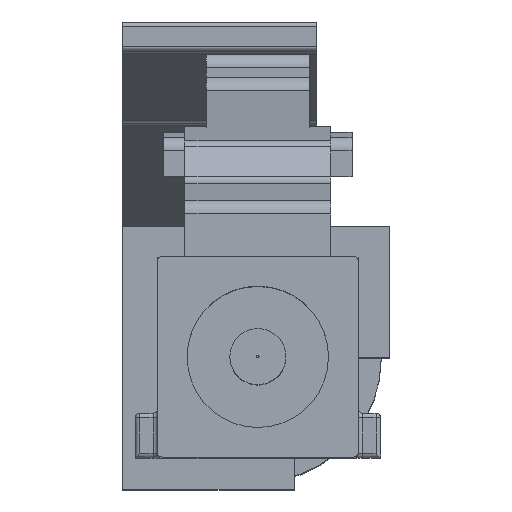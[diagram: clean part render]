
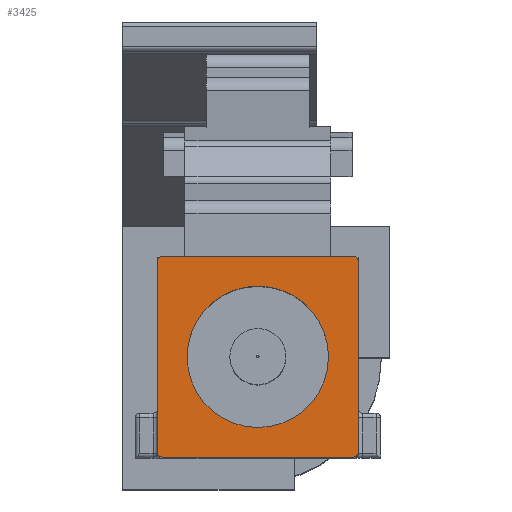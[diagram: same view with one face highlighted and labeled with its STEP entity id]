
A CAD part, top view. The second image highlights one B-rep face of the part: STEP entity #3425.
In plain terms, the highlighted planar face has unit normal (0, 0, 1).
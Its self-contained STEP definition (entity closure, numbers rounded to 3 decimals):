
#107=PLANE('',#3725);
#212=FACE_BOUND('',#495,.T.);
#283=FACE_OUTER_BOUND('',#494,.T.);
#494=EDGE_LOOP('',(#2704,#2705,#2706,#2707,#2708,#2709,#2710,#2711));
#495=EDGE_LOOP('',(#2712));
#759=LINE('',#5449,#1088);
#762=LINE('',#5455,#1091);
#772=LINE('',#5489,#1101);
#782=LINE('',#5519,#1111);
#1088=VECTOR('',#4287,4.27);
#1091=VECTOR('',#4292,4.27);
#1101=VECTOR('',#4328,4.27);
#1111=VECTOR('',#4354,4.27);
#1350=CIRCLE('',#3704,0.1);
#1354=CIRCLE('',#3710,0.1);
#1360=CIRCLE('',#3718,0.1);
#1362=CIRCLE('',#3721,0.1);
#1365=CIRCLE('',#3726,1.575);
#1584=VERTEX_POINT('',#5446);
#1585=VERTEX_POINT('',#5448);
#1586=VERTEX_POINT('',#5452);
#1587=VERTEX_POINT('',#5454);
#1597=VERTEX_POINT('',#5483);
#1598=VERTEX_POINT('',#5488);
#1605=VERTEX_POINT('',#5503);
#1610=VERTEX_POINT('',#5518);
#1618=VERTEX_POINT('',#5543);
#1973=EDGE_CURVE('',#1585,#1584,#759,.T.);
#1976=EDGE_CURVE('',#1587,#1586,#762,.T.);
#1991=EDGE_CURVE('',#1597,#1587,#1350,.T.);
#1994=EDGE_CURVE('',#1598,#1597,#772,.T.);
#2003=EDGE_CURVE('',#1605,#1598,#1354,.T.);
#2010=EDGE_CURVE('',#1610,#1605,#782,.T.);
#2018=EDGE_CURVE('',#1584,#1610,#1360,.T.);
#2020=EDGE_CURVE('',#1586,#1585,#1362,.T.);
#2023=EDGE_CURVE('',#1618,#1618,#1365,.T.);
#2704=ORIENTED_EDGE('',*,*,#1991,.T.);
#2705=ORIENTED_EDGE('',*,*,#1976,.T.);
#2706=ORIENTED_EDGE('',*,*,#2020,.T.);
#2707=ORIENTED_EDGE('',*,*,#1973,.T.);
#2708=ORIENTED_EDGE('',*,*,#2018,.T.);
#2709=ORIENTED_EDGE('',*,*,#2010,.T.);
#2710=ORIENTED_EDGE('',*,*,#2003,.T.);
#2711=ORIENTED_EDGE('',*,*,#1994,.T.);
#2712=ORIENTED_EDGE('',*,*,#2023,.F.);
#3425=ADVANCED_FACE('',(#283,#212),#107,.T.);
#3704=AXIS2_PLACEMENT_3D('',#5484,#4322,#4323);
#3710=AXIS2_PLACEMENT_3D('',#5506,#4342,#4343);
#3718=AXIS2_PLACEMENT_3D('',#5533,#4367,#4368);
#3721=AXIS2_PLACEMENT_3D('',#5536,#4373,#4374);
#3725=AXIS2_PLACEMENT_3D('',#5542,#4381,#4382);
#3726=AXIS2_PLACEMENT_3D('',#5544,#4383,#4384);
#4287=DIRECTION('',(0.,-1.,0.));
#4292=DIRECTION('',(-1.,0.,0.));
#4322=DIRECTION('center_axis',(0.,0.,1.));
#4323=DIRECTION('ref_axis',(1.,0.,0.));
#4328=DIRECTION('',(0.,1.,0.));
#4342=DIRECTION('center_axis',(0.,0.,1.));
#4343=DIRECTION('ref_axis',(1.,0.,0.));
#4354=DIRECTION('',(1.,0.,0.));
#4367=DIRECTION('center_axis',(0.,0.,1.));
#4368=DIRECTION('ref_axis',(-1.,0.,0.));
#4373=DIRECTION('center_axis',(0.,0.,1.));
#4374=DIRECTION('ref_axis',(-1.,0.,0.));
#4381=DIRECTION('center_axis',(0.,0.,1.));
#4382=DIRECTION('ref_axis',(1.,0.,0.));
#4383=DIRECTION('center_axis',(0.,0.,1.));
#4384=DIRECTION('ref_axis',(1.,0.,0.));
#5446=CARTESIAN_POINT('',(3.735,-2.135,0.));
#5448=CARTESIAN_POINT('',(3.735,2.135,0.));
#5449=CARTESIAN_POINT('',(3.735,2.135,0.));
#5452=CARTESIAN_POINT('',(3.835,2.235,0.));
#5454=CARTESIAN_POINT('',(8.105,2.235,0.));
#5455=CARTESIAN_POINT('',(8.105,2.235,0.));
#5483=CARTESIAN_POINT('',(8.205,2.135,0.));
#5484=CARTESIAN_POINT('Origin',(8.105,2.135,0.));
#5488=CARTESIAN_POINT('',(8.205,-2.135,0.));
#5489=CARTESIAN_POINT('',(8.205,-2.135,0.));
#5503=CARTESIAN_POINT('',(8.105,-2.235,0.));
#5506=CARTESIAN_POINT('Origin',(8.105,-2.135,0.));
#5518=CARTESIAN_POINT('',(3.835,-2.235,0.));
#5519=CARTESIAN_POINT('',(3.835,-2.235,0.));
#5533=CARTESIAN_POINT('Origin',(3.835,-2.135,0.));
#5536=CARTESIAN_POINT('Origin',(3.835,2.135,0.));
#5542=CARTESIAN_POINT('Origin',(8.105,2.135,0.));
#5543=CARTESIAN_POINT('',(4.395,0.,0.));
#5544=CARTESIAN_POINT('Origin',(5.97,0.,0.));
